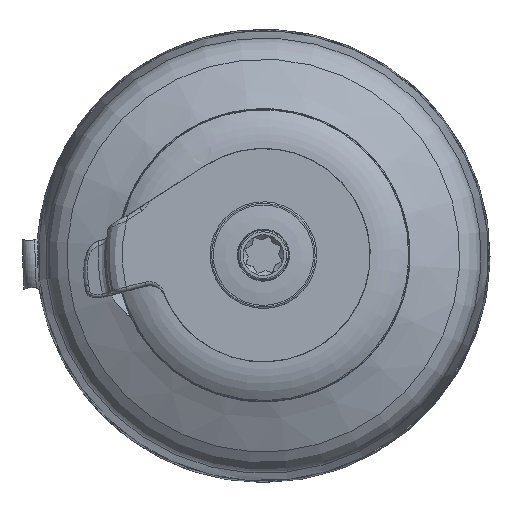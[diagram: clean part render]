
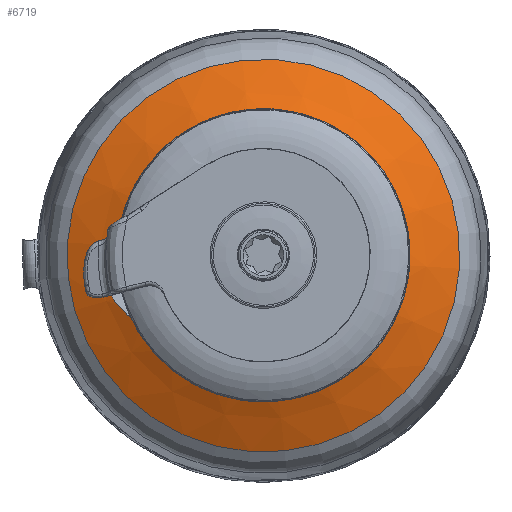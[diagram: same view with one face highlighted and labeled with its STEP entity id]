
A CAD part, top view. The second image highlights one B-rep face of the part: STEP entity #6719.
In plain terms, the highlighted conical face has half-angle 65.001 degrees and reference radius 104.392 mm.
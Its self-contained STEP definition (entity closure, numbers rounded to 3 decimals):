
#1493=FACE_BOUND('',#2339,.T.);
#1823=FACE_OUTER_BOUND('',#2338,.T.);
#2338=EDGE_LOOP('',(#5752));
#2339=EDGE_LOOP('',(#5753));
#2737=CIRCLE('',#7401,83.548);
#2738=CIRCLE('',#7403,125.237);
#3289=VERTEX_POINT('',#12061);
#3290=VERTEX_POINT('',#12064);
#4147=EDGE_CURVE('',#3289,#3289,#2737,.T.);
#4148=EDGE_CURVE('',#3290,#3290,#2738,.T.);
#5752=ORIENTED_EDGE('',*,*,#4148,.F.);
#5753=ORIENTED_EDGE('',*,*,#4147,.T.);
#6415=CONICAL_SURFACE('',#7402,104.392,65.001);
#6719=ADVANCED_FACE('',(#1823,#1493),#6415,.T.);
#7401=AXIS2_PLACEMENT_3D('',#12062,#8990,#8991);
#7402=AXIS2_PLACEMENT_3D('',#12063,#8992,#8993);
#7403=AXIS2_PLACEMENT_3D('',#12065,#8994,#8995);
#8990=DIRECTION('center_axis',(0.,0.,
-1.));
#8991=DIRECTION('ref_axis',(-0.807,-0.59,0.));
#8992=DIRECTION('center_axis',(0.,0.,
-1.));
#8993=DIRECTION('ref_axis',(0.807,0.59,0.));
#8994=DIRECTION('center_axis',(0.,0.,
-1.));
#8995=DIRECTION('ref_axis',(-0.807,-0.59,0.));
#12061=CARTESIAN_POINT('',(67.448,49.305,89.284));
#12062=CARTESIAN_POINT('Origin',(0.,0.,
89.284));
#12063=CARTESIAN_POINT('Origin',(0.,0.,
79.564));
#12064=CARTESIAN_POINT('',(101.103,73.908,69.845));
#12065=CARTESIAN_POINT('Origin',(0.,0.,
69.845));
